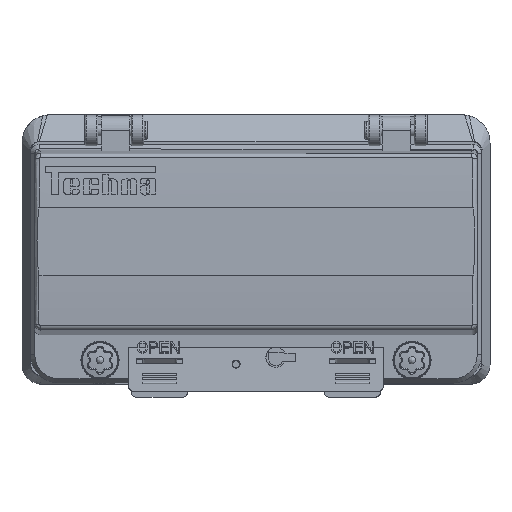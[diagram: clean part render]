
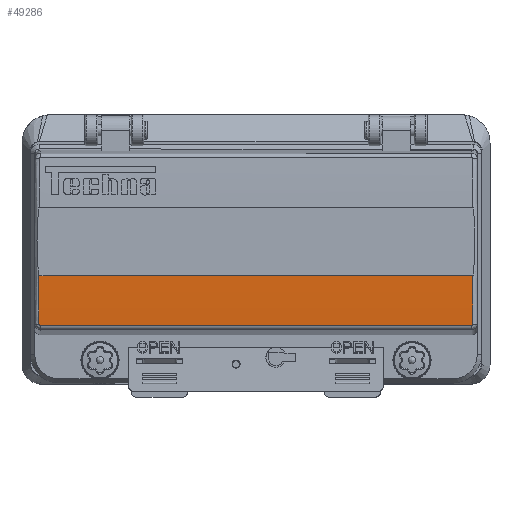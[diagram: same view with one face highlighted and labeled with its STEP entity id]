
A CAD part, front view. The second image highlights one B-rep face of the part: STEP entity #49286.
In plain terms, the highlighted cylindrical face has radius 405.06 mm (diameter 810.12 mm), a partial arc.
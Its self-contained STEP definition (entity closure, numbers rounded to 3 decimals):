
#951 = CIRCLE ( 'NONE', #33525, 405.06 ) ;
#1864 = DIRECTION ( 'NONE',  ( 0., -1., 0. ) ) ;
#2203 = CARTESIAN_POINT ( 'NONE',  ( 29.586, 76.378, -12.1 ) ) ;
#3025 = CARTESIAN_POINT ( 'NONE',  ( 29.508, 76.434, -12.106 ) ) ;
#3475 = CARTESIAN_POINT ( 'NONE',  ( 29.322, -76.5, -12.12 ) ) ;
#3771 = CARTESIAN_POINT ( 'NONE',  ( 29.579, -76.384, -12.101 ) ) ;
#4053 = CARTESIAN_POINT ( 'NONE',  ( 0.043, -78., 391.881 ) ) ;
#5002 = VERTEX_POINT ( 'NONE', #5658 ) ;
#5241 = LINE ( 'NONE', #40662, #43521 ) ;
#5425 = CIRCLE ( 'NONE', #37092, 405.06 ) ;
#5658 = CARTESIAN_POINT ( 'NONE',  ( 12.09, 76.5, -13. ) ) ;
#6453 = CARTESIAN_POINT ( 'NONE',  ( 29.377, 76.484, -12.116 ) ) ;
#6718 = CARTESIAN_POINT ( 'NONE',  ( 29.28, 76.5, -12.123 ) ) ;
#7175 = CARTESIAN_POINT ( 'NONE',  ( 29.605, -76.362, -12.099 ) ) ;
#7309 = VERTEX_POINT ( 'NONE', #29611 ) ;
#7556 = CARTESIAN_POINT ( 'NONE',  ( 29.551, 76.405, -12.103 ) ) ;
#7643 = EDGE_CURVE ( 'NONE', #5002, #21032, #16269, .T. ) ;
#8044 = VERTEX_POINT ( 'NONE', #24119 ) ;
#8307 = CARTESIAN_POINT ( 'NONE',  ( 29.247, -76.5, -12.125 ) ) ;
#8679 = CARTESIAN_POINT ( 'NONE',  ( 29.7, 76.242, -12.092 ) ) ;
#9187 = CARTESIAN_POINT ( 'NONE',  ( 12.09, -76.5, -13. ) ) ;
#9276 = DIRECTION ( 'NONE',  ( 0., 1., 0. ) ) ;
#9600 = ORIENTED_EDGE ( 'NONE', *, *, #18026, .F. ) ;
#11724 = CARTESIAN_POINT ( 'NONE',  ( 29.714, -76.215, -12.091 ) ) ;
#12393 = AXIS2_PLACEMENT_3D ( 'NONE', #4053, #38334, #21334 ) ;
#12918 = ORIENTED_EDGE ( 'NONE', *, *, #40927, .T. ) ;
#13222 = CARTESIAN_POINT ( 'NONE',  ( 29.618, 76.349, -12.098 ) ) ;
#13239 = CARTESIAN_POINT ( 'NONE',  ( 0.043, 76.5, 391.881 ) ) ;
#13606 = CARTESIAN_POINT ( 'NONE',  ( 0.043, -76.5, 391.881 ) ) ;
#14582 = EDGE_CURVE ( 'NONE', #54120, #29491, #18199, .T. ) ;
#15742 = B_SPLINE_CURVE_WITH_KNOTS ( 'NONE', 3,
 ( #45546, #6718, #45270, #6453, #23737, #46089, #54006, #3025, #7556, #41019, #20304, #2203, #13222, #47495, #21418, #8679, #17483, #38696, #34467 ),
 .UNSPECIFIED., .F., .F.,
 ( 4, 1, 2, 2, 1, 1, 2, 2, 2, 2, 4 ),
 ( 0., 0.125, 0.188, 0.25, 0.375, 0.438, 0.469, 0.5, 0.625, 0.75, 1. ),
 .UNSPECIFIED. ) ;
#16252 = CARTESIAN_POINT ( 'NONE',  ( 29.393, -76.485, -12.114 ) ) ;
#16269 = LINE ( 'NONE', #41773, #28788 ) ;
#17086 = CARTESIAN_POINT ( 'NONE',  ( 29.758, -76.081, -12.088 ) ) ;
#17192 = ORIENTED_EDGE ( 'NONE', *, *, #14582, .T. ) ;
#17292 = DIRECTION ( 'NONE',  ( 0., -1., 0. ) ) ;
#17483 = CARTESIAN_POINT ( 'NONE',  ( 29.747, 76.145, -12.089 ) ) ;
#18026 = EDGE_CURVE ( 'NONE', #21032, #29491, #5425, .T. ) ;
#18199 = B_SPLINE_CURVE_WITH_KNOTS ( 'NONE', 3,
 ( #42868, #42585, #17086, #41749, #25285, #34364, #11724, #20761, #21314, #45980, #38587, #7175, #3771, #37477, #24458, #16252, #3475, #8307 ),
 .UNSPECIFIED., .F., .F.,
 ( 4, 1, 2, 2, 1, 2, 2, 2, 2, 4 ),
 ( 0., 0.125, 0.187, 0.25, 0.375, 0.437, 0.5, 0.625, 0.75, 1. ),
 .UNSPECIFIED. ) ;
#18432 = EDGE_CURVE ( 'NONE', #8044, #5002, #951, .T. ) ;
#18778 = ORIENTED_EDGE ( 'NONE', *, *, #7643, .F. ) ;
#20304 = CARTESIAN_POINT ( 'NONE',  ( 29.581, 76.382, -12.101 ) ) ;
#20494 = DIRECTION ( 'NONE',  ( 0., -1., 0. ) ) ;
#20756 = EDGE_CURVE ( 'NONE', #7309, #54120, #5241, .T. ) ;
#20761 = CARTESIAN_POINT ( 'NONE',  ( 29.694, -76.254, -12.092 ) ) ;
#21032 = VERTEX_POINT ( 'NONE', #9187 ) ;
#21314 = CARTESIAN_POINT ( 'NONE',  ( 29.668, -76.29, -12.094 ) ) ;
#21334 = DIRECTION ( 'NONE',  ( 0., 0., 1. ) ) ;
#21418 = CARTESIAN_POINT ( 'NONE',  ( 29.683, 76.27, -12.093 ) ) ;
#23737 = CARTESIAN_POINT ( 'NONE',  ( 29.408, 76.476, -12.113 ) ) ;
#24119 = CARTESIAN_POINT ( 'NONE',  ( 29.247, 76.5, -12.125 ) ) ;
#24256 = CARTESIAN_POINT ( 'NONE',  ( 29.763, -76., -12.087 ) ) ;
#24458 = CARTESIAN_POINT ( 'NONE',  ( 29.496, -76.44, -12.107 ) ) ;
#25285 = CARTESIAN_POINT ( 'NONE',  ( 29.737, -76.158, -12.089 ) ) ;
#26517 = DIRECTION ( 'NONE',  ( 0.077, 0., -0.997 ) ) ;
#27591 = EDGE_LOOP ( 'NONE', ( #18778, #47451, #12918, #35462, #17192, #9600 ) ) ;
#28788 = VECTOR ( 'NONE', #20494, 1000. ) ;
#29491 = VERTEX_POINT ( 'NONE', #55540 ) ;
#29611 = CARTESIAN_POINT ( 'NONE',  ( 29.763, 76., -12.087 ) ) ;
#30124 = CYLINDRICAL_SURFACE ( 'NONE', #12393, 405.06 ) ;
#30286 = DIRECTION ( 'NONE',  ( -0.289, 0., -0.957 ) ) ;
#30394 = FACE_OUTER_BOUND ( 'NONE', #27591, .T. ) ;
#33525 = AXIS2_PLACEMENT_3D ( 'NONE', #13239, #9276, #26517 ) ;
#34364 = CARTESIAN_POINT ( 'NONE',  ( 29.731, -76.174, -12.09 ) ) ;
#34467 = CARTESIAN_POINT ( 'NONE',  ( 29.763, 76., -12.087 ) ) ;
#35462 = ORIENTED_EDGE ( 'NONE', *, *, #20756, .T. ) ;
#37092 = AXIS2_PLACEMENT_3D ( 'NONE', #13606, #17292, #30286 ) ;
#37477 = CARTESIAN_POINT ( 'NONE',  ( 29.524, -76.424, -12.105 ) ) ;
#38334 = DIRECTION ( 'NONE',  ( 0., 1., 0. ) ) ;
#38587 = CARTESIAN_POINT ( 'NONE',  ( 29.64, -76.324, -12.096 ) ) ;
#38696 = CARTESIAN_POINT ( 'NONE',  ( 29.763, 76.075, -12.087 ) ) ;
#40662 = CARTESIAN_POINT ( 'NONE',  ( 29.763, -78., -12.087 ) ) ;
#40927 = EDGE_CURVE ( 'NONE', #8044, #7309, #15742, .T. ) ;
#41019 = CARTESIAN_POINT ( 'NONE',  ( 29.569, 76.391, -12.102 ) ) ;
#41749 = CARTESIAN_POINT ( 'NONE',  ( 29.747, -76.127, -12.089 ) ) ;
#41773 = CARTESIAN_POINT ( 'NONE',  ( 12.09, -78., -13. ) ) ;
#42585 = CARTESIAN_POINT ( 'NONE',  ( 29.763, -76.033, -12.087 ) ) ;
#42868 = CARTESIAN_POINT ( 'NONE',  ( 29.763, -76., -12.087 ) ) ;
#43521 = VECTOR ( 'NONE', #1864, 1000. ) ;
#45270 = CARTESIAN_POINT ( 'NONE',  ( 29.329, 76.496, -12.119 ) ) ;
#45546 = CARTESIAN_POINT ( 'NONE',  ( 29.247, 76.5, -12.125 ) ) ;
#45980 = CARTESIAN_POINT ( 'NONE',  ( 29.649, -76.314, -12.096 ) ) ;
#46089 = CARTESIAN_POINT ( 'NONE',  ( 29.424, 76.47, -12.112 ) ) ;
#47451 = ORIENTED_EDGE ( 'NONE', *, *, #18432, .F. ) ;
#47495 = CARTESIAN_POINT ( 'NONE',  ( 29.642, 76.324, -12.096 ) ) ;
#49286 = ADVANCED_FACE ( 'NONE', ( #30394 ), #30124, .T. ) ;
#54006 = CARTESIAN_POINT ( 'NONE',  ( 29.467, 76.453, -12.109 ) ) ;
#54120 = VERTEX_POINT ( 'NONE', #24256 ) ;
#55540 = CARTESIAN_POINT ( 'NONE',  ( 29.247, -76.5, -12.125 ) ) ;
